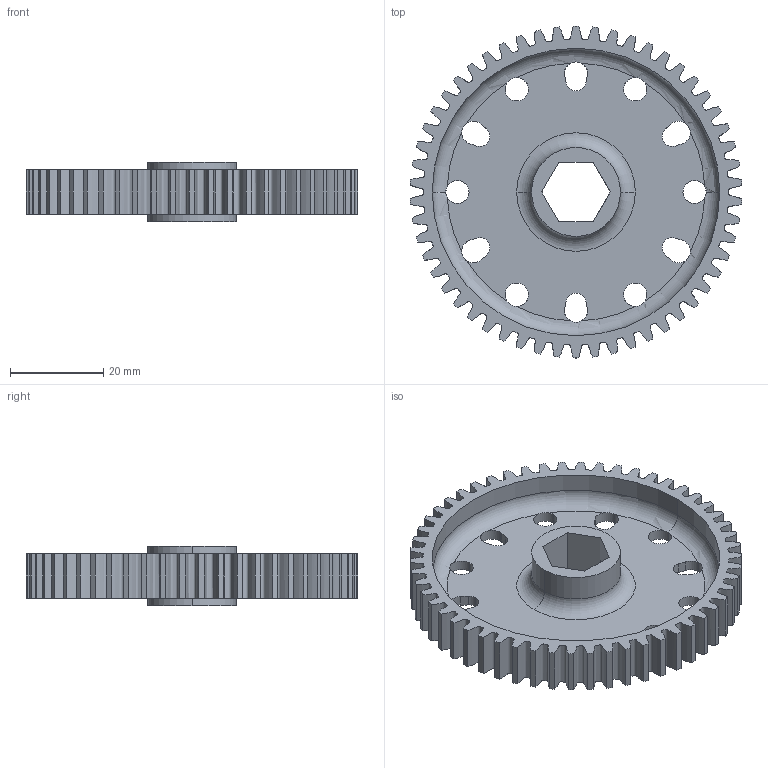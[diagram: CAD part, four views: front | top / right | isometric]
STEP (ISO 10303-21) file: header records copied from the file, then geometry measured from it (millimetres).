
FILE_DESCRIPTION (( 'STEP AP214' ), '1' );
FILE_NAME ('WCP-1144.step', '2025-02-12T21:01:13', ( '' ), ( '' ), 'SwSTEP 2.0', 'SolidWorks 2022', '' );
FILE_SCHEMA (( 'AUTOMOTIVE_DESIGN' ));
Length unit declared in the file: inch
Products named in the file (1): WCP-1144
Bounding box: 71.06 x 71.12 x 12.65 mm (x, y, z)
Volume: 15672.7 mm3; surface area: 13401.1 mm2
Topology: 1 solids, 1 shells, 325 faces, 945 edges, 628 vertices
Faces by surface type: plane 137, cylinder 92, bspline 92, torus 4
Entity records: 28205 total; most frequent: CARTESIAN_POINT 19981, ORIENTED_EDGE 1890, DIRECTION 1427, EDGE_CURVE 945, VERTEX_POINT 628, LINE 535, VECTOR 535, AXIS2_PLACEMENT_3D 446
